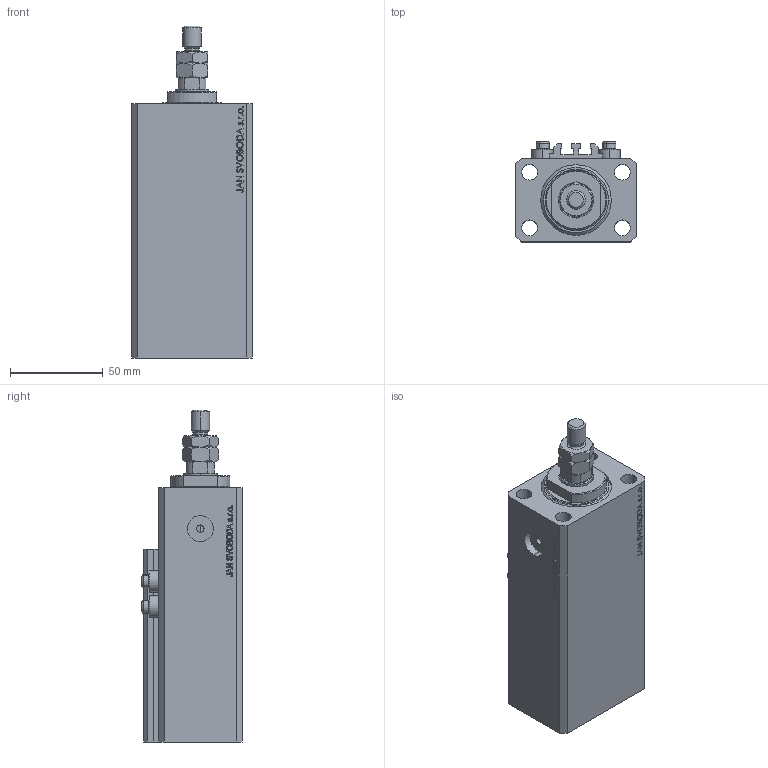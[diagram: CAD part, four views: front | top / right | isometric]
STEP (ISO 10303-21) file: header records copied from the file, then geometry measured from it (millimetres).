
FILE_DESCRIPTION (( 'STEP AP203' ), '1' );
FILE_NAME ('30b7.STEP', '2023-10-07T15:36:00', ( '' ), ( '' ), 'SwSTEP 2.0', 'SolidWorks 2019', '' );
FILE_SCHEMA (( 'CONFIG_CONTROL_DESIGN' ));
Length unit declared in the file: millimetre
Products named in the file (6): ALLEN BOLT V250CE 15c7b5e44ed2e45db2ed574e603f71c4; V250CE_VC_C 15c7b5e44ed2e45db2ed574e603f71c4; V250CE_C_Body 15c7b5e44ed2e45db2ed574e603f71c4; MTA 15c7b5e44ed2e45db2ed574e603f71c4; V250CE_C_VCP 15c7b5e44ed2e45db2ed574e603f71c4; 30b7
Assembly tree (8 placements, depth 2):
  30b7
    V250CE_C_Body 15c7b5e44ed2e45db2ed574e603f71c4
    ALLEN BOLT V250CE 15c7b5e44ed2e45db2ed574e603f71c4  x4
    V250CE_C_VCP 15c7b5e44ed2e45db2ed574e603f71c4
    V250CE_VC_C 15c7b5e44ed2e45db2ed574e603f71c4
    MTA 15c7b5e44ed2e45db2ed574e603f71c4
Bounding box: 65 x 54 x 179 mm (x, y, z)
Volume: 370132.5 mm3; surface area: 92822.7 mm2
Topology: 9 solids, 9 shells, 1087 faces, 2708 edges, 1759 vertices
Faces by surface type: plane 519, bspline 374, cylinder 92, cone 86, torus 16
Entity records: 48913 total; most frequent: CARTESIAN_POINT 26412, ORIENTED_EDGE 5106, DIRECTION 3241, EDGE_CURVE 2553, VERTEX_POINT 1675, LINE 1509, VECTOR 1509, EDGE_LOOP 1138
